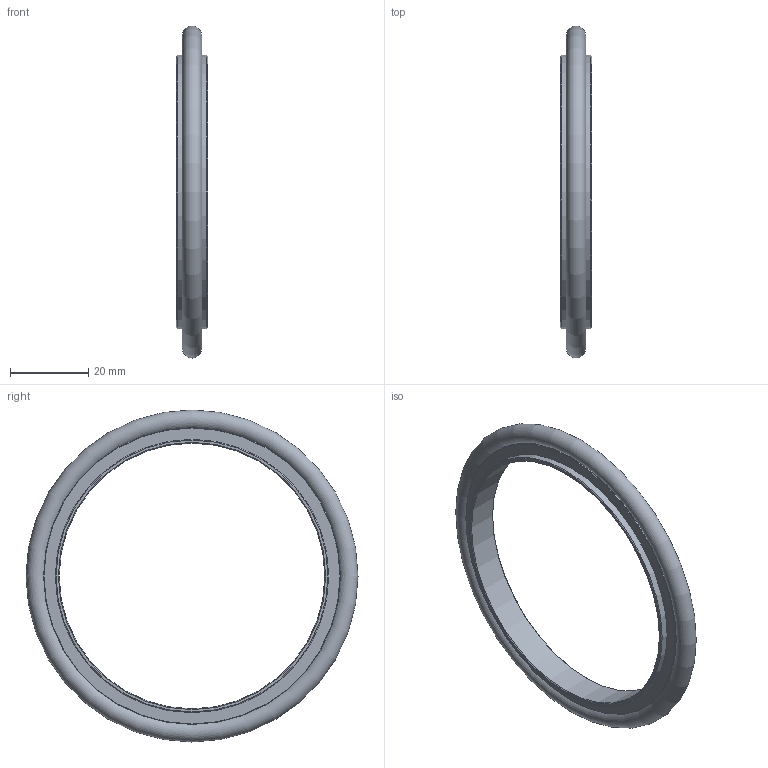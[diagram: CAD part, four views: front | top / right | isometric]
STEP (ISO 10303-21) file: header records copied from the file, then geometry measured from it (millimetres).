
FILE_DESCRIPTION(/* description */ (''),/* implementation_level */ '2;1');
FILE_NAME(/* name */ '34.063032.211.306',/* time_stamp */ '2019-05-23T09:21:36+02:00',/* author */ ('Murat Coskun Bicak'),/* organization */ ('Evac AG'),/* preprocessor_version */ 'ST-DEVELOPER v16.7',/* originating_system */ 'DEX',/* authorisation */ $);
FILE_SCHEMA (('AUTOMOTIVE_DESIGN {1 0 10303 214 3 1 1}'));
Length unit declared in the file: millimetre
Products named in the file (3): 34.063032.211.306; 34.211.201-IX; 34.063067.100.806
Assembly tree (2 placements, depth 2):
  34.063032.211.306
    34.211.201-IX
    34.063067.100.806
Bounding box: 8 x 85 x 85 mm (x, y, z)
Volume: 8703.9 mm3; surface area: 9491.9 mm2
Topology: 2 solids, 2 shells, 19 faces, 37 edges, 22 vertices
Faces by surface type: cone 8, cylinder 6, plane 4, torus 1
Full cylindrical faces by diameter (mm): 68 x1, 70 x2, 73.5 x1, 76 x2
Entity records: 457 total; most frequent: DIRECTION 80, CARTESIAN_POINT 59, AXIS2_PLACEMENT_3D 40, FACE_BOUND 37, ORIENTED_EDGE 36, EDGE_LOOP 36, VERTEX_POINT 19, ADVANCED_FACE 19
